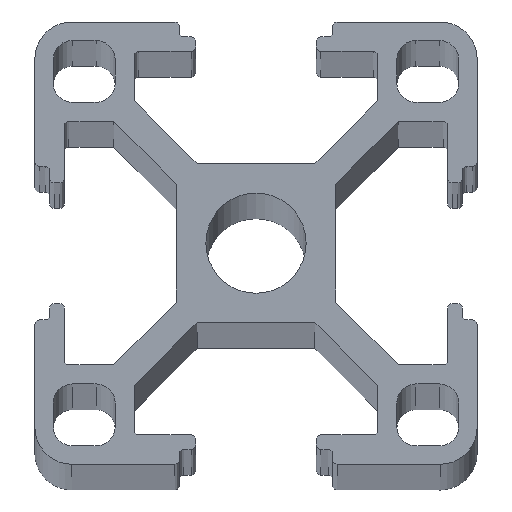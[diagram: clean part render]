
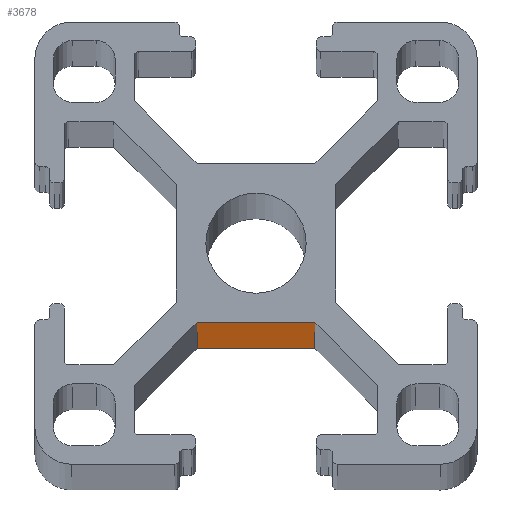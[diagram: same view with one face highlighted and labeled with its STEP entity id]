
A CAD part, top view. The second image highlights one B-rep face of the part: STEP entity #3678.
In plain terms, the highlighted planar face has unit normal (0, -1, 0).
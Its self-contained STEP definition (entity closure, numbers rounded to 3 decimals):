
#6 = CARTESIAN_POINT ( 'NONE',  ( 0., -5.4, 1000. ) ) ;
#268 = DIRECTION ( 'NONE',  ( 0., 0., -1. ) ) ;
#320 = CARTESIAN_POINT ( 'NONE',  ( 4., -5.4, 1000. ) ) ;
#358 = FACE_OUTER_BOUND ( 'NONE', #3061, .T. ) ;
#374 = ORIENTED_EDGE ( 'NONE', *, *, #693, .T. ) ;
#693 = EDGE_CURVE ( 'NONE', #3110, #852, #1042, .T. ) ;
#774 = AXIS2_PLACEMENT_3D ( 'NONE', #6, #4435, #4098 ) ;
#783 = CARTESIAN_POINT ( 'NONE',  ( -4., -5.4, 0. ) ) ;
#852 = VERTEX_POINT ( 'NONE', #2185 ) ;
#1042 = LINE ( 'NONE', #2895, #2625 ) ;
#1214 = EDGE_CURVE ( 'NONE', #3110, #3922, #2537, .T. ) ;
#1643 = CARTESIAN_POINT ( 'NONE',  ( 4., -5.4, 1000. ) ) ;
#1675 = LINE ( 'NONE', #4304, #3389 ) ;
#1861 = PLANE ( 'NONE',  #774 ) ;
#2132 = DIRECTION ( 'NONE',  ( -1., 0., 0. ) ) ;
#2185 = CARTESIAN_POINT ( 'NONE',  ( -4., -5.4, 1000. ) ) ;
#2198 = EDGE_CURVE ( 'NONE', #852, #2586, #4633, .T. ) ;
#2480 = CARTESIAN_POINT ( 'NONE',  ( 4., -5.4, 0. ) ) ;
#2537 = LINE ( 'NONE', #320, #2711 ) ;
#2566 = ORIENTED_EDGE ( 'NONE', *, *, #2198, .T. ) ;
#2586 = VERTEX_POINT ( 'NONE', #783 ) ;
#2625 = VECTOR ( 'NONE', #2132, 1000. ) ;
#2647 = EDGE_CURVE ( 'NONE', #3922, #2586, #1675, .T. ) ;
#2711 = VECTOR ( 'NONE', #4782, 1000. ) ;
#2895 = CARTESIAN_POINT ( 'NONE',  ( 0., -5.4, 1000. ) ) ;
#3061 = EDGE_LOOP ( 'NONE', ( #4301, #3525, #374, #2566 ) ) ;
#3110 = VERTEX_POINT ( 'NONE', #1643 ) ;
#3206 = DIRECTION ( 'NONE',  ( -1., 0., 0. ) ) ;
#3322 = VECTOR ( 'NONE', #268, 1000. ) ;
#3389 = VECTOR ( 'NONE', #3206, 1000. ) ;
#3525 = ORIENTED_EDGE ( 'NONE', *, *, #1214, .F. ) ;
#3678 = ADVANCED_FACE ( 'NONE', ( #358 ), #1861, .T. ) ;
#3902 = CARTESIAN_POINT ( 'NONE',  ( -4., -5.4, 1000. ) ) ;
#3922 = VERTEX_POINT ( 'NONE', #2480 ) ;
#4098 = DIRECTION ( 'NONE',  ( 1., 0., 0. ) ) ;
#4301 = ORIENTED_EDGE ( 'NONE', *, *, #2647, .F. ) ;
#4304 = CARTESIAN_POINT ( 'NONE',  ( 0., -5.4, 0. ) ) ;
#4435 = DIRECTION ( 'NONE',  ( 0., -1., 0. ) ) ;
#4633 = LINE ( 'NONE', #3902, #3322 ) ;
#4782 = DIRECTION ( 'NONE',  ( 0., 0., -1. ) ) ;
